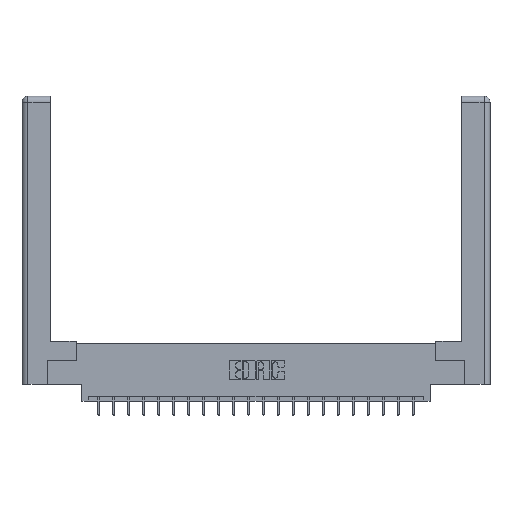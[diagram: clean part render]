
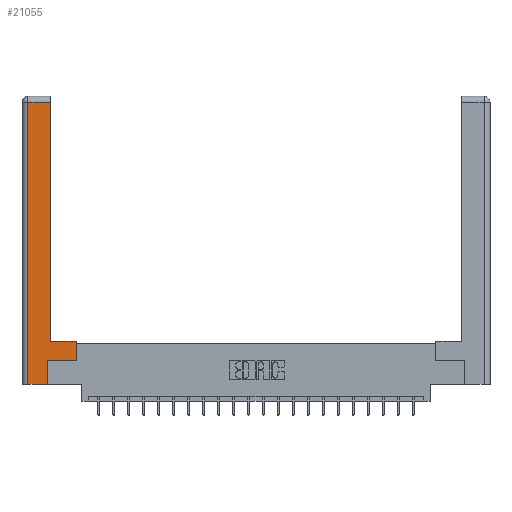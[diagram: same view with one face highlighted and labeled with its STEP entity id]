
A CAD part, top view. The second image highlights one B-rep face of the part: STEP entity #21055.
In plain terms, the highlighted planar face has unit normal (0, 0, 1).
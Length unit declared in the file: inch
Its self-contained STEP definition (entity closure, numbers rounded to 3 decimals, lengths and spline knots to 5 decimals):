
#233 = AXIS2_PLACEMENT_3D ( 'NONE', #19266, #8975, #14138 ) ;
#1119 = EDGE_CURVE ( 'NONE', #22215, #5723, #10540, .T. ) ;
#1399 = EDGE_LOOP ( 'NONE', ( #20764, #5137, #22456, #14241, #14258, #2908, #9989, #19719 ) ) ;
#1742 = CARTESIAN_POINT ( 'NONE',  ( 0.0615, 0., 0. ) ) ;
#1868 = LINE ( 'NONE', #11758, #20604 ) ;
#2019 = EDGE_CURVE ( 'NONE', #21869, #14285, #1868, .T. ) ;
#2058 = PLANE ( 'NONE',  #233 ) ;
#2266 = VECTOR ( 'NONE', #7376, 39.37008 ) ;
#2287 = DIRECTION ( 'NONE',  ( 0., 1., 0. ) ) ;
#2908 = ORIENTED_EDGE ( 'NONE', *, *, #14487, .T. ) ;
#3831 = LINE ( 'NONE', #12676, #18470 ) ;
#4569 = DIRECTION ( 'NONE',  ( 0., 1., 0. ) ) ;
#4800 = LINE ( 'NONE', #18293, #8587 ) ;
#5074 = DIRECTION ( 'NONE',  ( 0., -1., 0. ) ) ;
#5137 = ORIENTED_EDGE ( 'NONE', *, *, #13627, .T. ) ;
#5212 = CARTESIAN_POINT ( 'NONE',  ( 0.0615, 2.94, 0. ) ) ;
#5522 = VECTOR ( 'NONE', #4569, 39.37008 ) ;
#5723 = VERTEX_POINT ( 'NONE', #20904 ) ;
#6013 = EDGE_CURVE ( 'NONE', #18708, #22215, #10146, .T. ) ;
#6744 = LINE ( 'NONE', #17590, #7016 ) ;
#7016 = VECTOR ( 'NONE', #15884, 39.37008 ) ;
#7376 = DIRECTION ( 'NONE',  ( -1., 0., 0. ) ) ;
#7795 = DIRECTION ( 'NONE',  ( 1., 0., 0. ) ) ;
#7982 = DIRECTION ( 'NONE',  ( 1., 0., 0. ) ) ;
#8587 = VECTOR ( 'NONE', #7982, 39.37008 ) ;
#8854 = CARTESIAN_POINT ( 'NONE',  ( 0.265, 0., 0. ) ) ;
#8975 = DIRECTION ( 'NONE',  ( 0., 0., -1. ) ) ;
#9742 = CARTESIAN_POINT ( 'NONE',  ( 0.295, 0.45, 0. ) ) ;
#9989 = ORIENTED_EDGE ( 'NONE', *, *, #6013, .T. ) ;
#10146 = LINE ( 'NONE', #18300, #5522 ) ;
#10540 = LINE ( 'NONE', #9742, #20546 ) ;
#10763 = VERTEX_POINT ( 'NONE', #17313 ) ;
#10954 = CARTESIAN_POINT ( 'NONE',  ( 0.0615, 2.94, 0. ) ) ;
#11270 = EDGE_CURVE ( 'NONE', #5723, #15000, #6744, .T. ) ;
#11544 = CARTESIAN_POINT ( 'NONE',  ( 0.565, 0.45, 0. ) ) ;
#11706 = VERTEX_POINT ( 'NONE', #8854 ) ;
#11758 = CARTESIAN_POINT ( 'NONE',  ( 0.0615, 0., 0. ) ) ;
#12031 = CARTESIAN_POINT ( 'NONE',  ( 0.565, 0.245, 0. ) ) ;
#12331 = LINE ( 'NONE', #10954, #2266 ) ;
#12676 = CARTESIAN_POINT ( 'NONE',  ( 0.265, 0.245, 0. ) ) ;
#13009 = DIRECTION ( 'NONE',  ( -1., 0., 0. ) ) ;
#13163 = CARTESIAN_POINT ( 'NONE',  ( 0.295, 2.94, 0. ) ) ;
#13627 = EDGE_CURVE ( 'NONE', #15000, #21869, #12331, .T. ) ;
#14138 = DIRECTION ( 'NONE',  ( -1., 0., 0. ) ) ;
#14241 = ORIENTED_EDGE ( 'NONE', *, *, #15600, .T. ) ;
#14258 = ORIENTED_EDGE ( 'NONE', *, *, #19570, .T. ) ;
#14285 = VERTEX_POINT ( 'NONE', #1742 ) ;
#14487 = EDGE_CURVE ( 'NONE', #10763, #18708, #19501, .T. ) ;
#15000 = VERTEX_POINT ( 'NONE', #13163 ) ;
#15600 = EDGE_CURVE ( 'NONE', #14285, #11706, #4800, .T. ) ;
#15884 = DIRECTION ( 'NONE',  ( 0., 1., 0. ) ) ;
#16460 = CARTESIAN_POINT ( 'NONE',  ( 0.565, 0.245, 0. ) ) ;
#16922 = FACE_OUTER_BOUND ( 'NONE', #1399, .T. ) ;
#17313 = CARTESIAN_POINT ( 'NONE',  ( 0.265, 0.245, 0. ) ) ;
#17590 = CARTESIAN_POINT ( 'NONE',  ( 0.295, 3., 0. ) ) ;
#17602 = VECTOR ( 'NONE', #7795, 39.37008 ) ;
#18293 = CARTESIAN_POINT ( 'NONE',  ( 0.265, 0., 0. ) ) ;
#18300 = CARTESIAN_POINT ( 'NONE',  ( 0.565, 0.45, 0. ) ) ;
#18470 = VECTOR ( 'NONE', #2287, 39.37008 ) ;
#18708 = VERTEX_POINT ( 'NONE', #12031 ) ;
#19266 = CARTESIAN_POINT ( 'NONE',  ( 0., 0., 0. ) ) ;
#19501 = LINE ( 'NONE', #16460, #17602 ) ;
#19570 = EDGE_CURVE ( 'NONE', #11706, #10763, #3831, .T. ) ;
#19719 = ORIENTED_EDGE ( 'NONE', *, *, #1119, .T. ) ;
#20546 = VECTOR ( 'NONE', #13009, 39.37008 ) ;
#20604 = VECTOR ( 'NONE', #5074, 39.37008 ) ;
#20764 = ORIENTED_EDGE ( 'NONE', *, *, #11270, .T. ) ;
#20904 = CARTESIAN_POINT ( 'NONE',  ( 0.295, 0.45, 0. ) ) ;
#21055 = ADVANCED_FACE ( 'NONE', ( #16922 ), #2058, .F. ) ;
#21869 = VERTEX_POINT ( 'NONE', #5212 ) ;
#22215 = VERTEX_POINT ( 'NONE', #11544 ) ;
#22456 = ORIENTED_EDGE ( 'NONE', *, *, #2019, .T. ) ;
